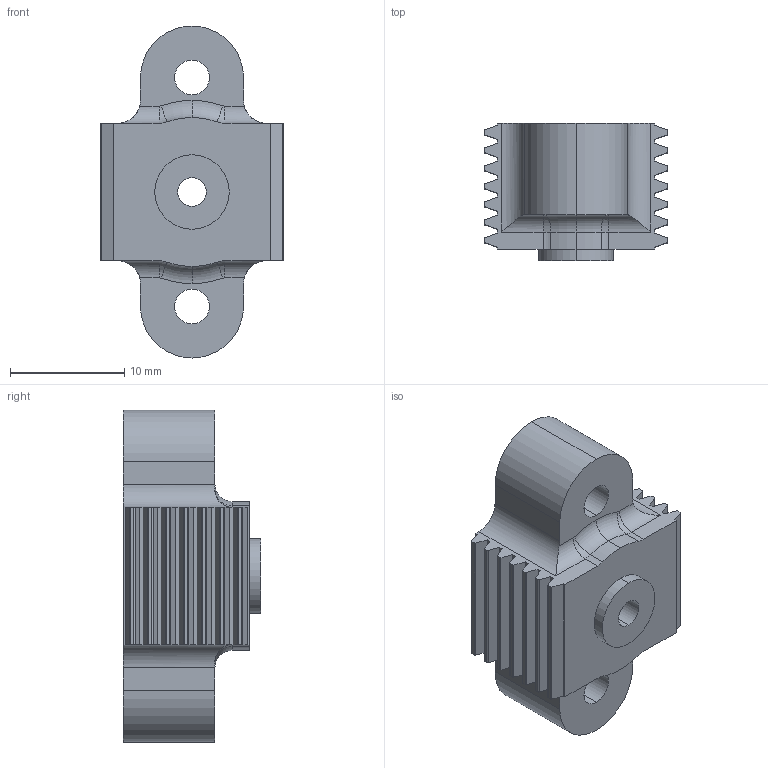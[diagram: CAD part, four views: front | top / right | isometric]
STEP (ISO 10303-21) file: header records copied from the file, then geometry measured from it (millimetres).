
FILE_DESCRIPTION (( 'STEP AP203' ), '1' );
FILE_NAME ('Spring Tooth Driver.step_Default_sldprt.STEP', '2022-11-09T04:42:39', ( '' ), ( '' ), 'SwSTEP 2.0', 'SolidWorks 2022', '' );
FILE_SCHEMA (( 'CONFIG_CONTROL_DESIGN' ));
Length unit declared in the file: millimetre
Products named in the file (1): Spring Tooth Driver.step_Default_sldprt
Bounding box: 16 x 12 x 29 mm (x, y, z)
Volume: 2051.9 mm3; surface area: 2094 mm2
Topology: 1 solids, 1 shells, 145 faces, 406 edges, 266 vertices
Faces by surface type: plane 73, cylinder 60, torus 4, cone 4, bspline 4
Entity records: 4915 total; most frequent: CARTESIAN_POINT 986, DIRECTION 820, ORIENTED_EDGE 812, EDGE_CURVE 406, AXIS2_PLACEMENT_3D 276, LINE 268, VECTOR 268, VERTEX_POINT 266
